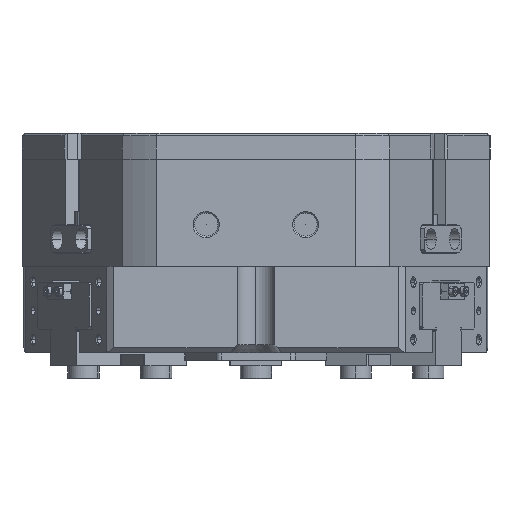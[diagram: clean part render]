
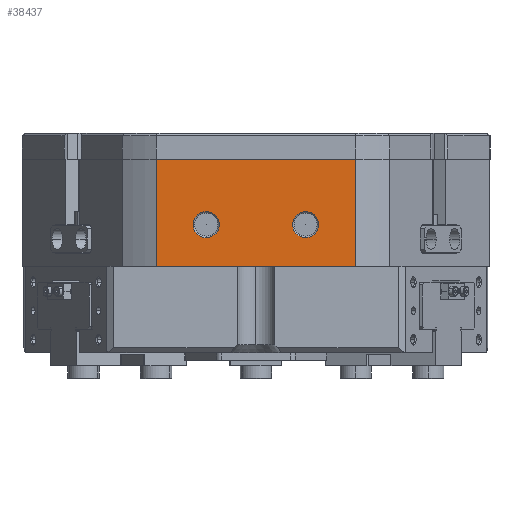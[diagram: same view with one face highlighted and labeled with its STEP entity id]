
A CAD part, left-side view. The second image highlights one B-rep face of the part: STEP entity #38437.
In plain terms, the highlighted planar face has unit normal (-1, 0, 0).
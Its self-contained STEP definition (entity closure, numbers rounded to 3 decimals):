
#34 = CARTESIAN_POINT ( 'NONE',  ( -96.088, -54.068, 171. ) ) ;
#415 = LINE ( 'NONE', #8746, #23032 ) ;
#802 = DIRECTION ( 'NONE',  ( 0., 0., -1. ) ) ;
#2363 = LINE ( 'NONE', #12191, #29413 ) ;
#3382 = CIRCLE ( 'NONE', #22311, 5. ) ;
#3794 = ORIENTED_EDGE ( 'NONE', *, *, #36310, .F. ) ;
#4126 = CIRCLE ( 'NONE', #44190, 5. ) ;
#4238 = CARTESIAN_POINT ( 'NONE',  ( -96.088, -13.068, 187. ) ) ;
#4638 = FACE_BOUND ( 'NONE', #39014, .T. ) ;
#5476 = LINE ( 'NONE', #34, #19308 ) ;
#7212 = ORIENTED_EDGE ( 'NONE', *, *, #19787, .T. ) ;
#7476 = CARTESIAN_POINT ( 'NONE',  ( -96.088, 24.932, 182. ) ) ;
#7808 = DIRECTION ( 'NONE',  ( 0., 0., -1. ) ) ;
#8079 = VERTEX_POINT ( 'NONE', #16684 ) ;
#8255 = AXIS2_PLACEMENT_3D ( 'NONE', #38144, #34597, #9716 ) ;
#8444 = DIRECTION ( 'NONE',  ( 0., 0., 1. ) ) ;
#8746 = CARTESIAN_POINT ( 'NONE',  ( -96.088, 44.001, 212. ) ) ;
#8888 = ORIENTED_EDGE ( 'NONE', *, *, #25767, .T. ) ;
#9214 = ORIENTED_EDGE ( 'NONE', *, *, #26399, .T. ) ;
#9712 = DIRECTION ( 'NONE',  ( 0., 1., 0. ) ) ;
#9716 = DIRECTION ( 'NONE',  ( 0., 0., -1. ) ) ;
#10098 = EDGE_CURVE ( 'NONE', #8079, #20454, #13412, .T. ) ;
#10573 = CARTESIAN_POINT ( 'NONE',  ( -96.088, -13.068, 187. ) ) ;
#10690 = EDGE_CURVE ( 'NONE', #14364, #26520, #3382, .T. ) ;
#11039 = CARTESIAN_POINT ( 'NONE',  ( -96.088, -32.137, 171. ) ) ;
#11680 = ORIENTED_EDGE ( 'NONE', *, *, #41322, .F. ) ;
#12191 = CARTESIAN_POINT ( 'NONE',  ( -96.088, 5.932, 212. ) ) ;
#13251 = VERTEX_POINT ( 'NONE', #23238 ) ;
#13412 = CIRCLE ( 'NONE', #35527, 5. ) ;
#13447 = AXIS2_PLACEMENT_3D ( 'NONE', #39188, #43161, #7808 ) ;
#14364 = VERTEX_POINT ( 'NONE', #28435 ) ;
#14801 = CARTESIAN_POINT ( 'NONE',  ( -96.088, 44.001, 171. ) ) ;
#15476 = DIRECTION ( 'NONE',  ( 1., 0., 0. ) ) ;
#16684 = CARTESIAN_POINT ( 'NONE',  ( -96.088, -13.068, 192. ) ) ;
#18532 = CARTESIAN_POINT ( 'NONE',  ( -96.088, 24.932, 187. ) ) ;
#18740 = DIRECTION ( 'NONE',  ( 0., 0., -1. ) ) ;
#19308 = VECTOR ( 'NONE', #21329, 1000. ) ;
#19714 = EDGE_LOOP ( 'NONE', ( #44457, #9214 ) ) ;
#19787 = EDGE_CURVE ( 'NONE', #33777, #13251, #2363, .T. ) ;
#20454 = VERTEX_POINT ( 'NONE', #41627 ) ;
#21329 = DIRECTION ( 'NONE',  ( 0., 1., 0. ) ) ;
#22311 = AXIS2_PLACEMENT_3D ( 'NONE', #18532, #15476, #802 ) ;
#23032 = VECTOR ( 'NONE', #8444, 1000. ) ;
#23238 = CARTESIAN_POINT ( 'NONE',  ( -96.088, 44.001, 212. ) ) ;
#23441 = ORIENTED_EDGE ( 'NONE', *, *, #28898, .F. ) ;
#23670 = CARTESIAN_POINT ( 'NONE',  ( -96.088, -32.137, 212. ) ) ;
#24842 = VERTEX_POINT ( 'NONE', #11039 ) ;
#25767 = EDGE_CURVE ( 'NONE', #26520, #14364, #28416, .T. ) ;
#26161 = FACE_BOUND ( 'NONE', #19714, .T. ) ;
#26399 = EDGE_CURVE ( 'NONE', #20454, #8079, #4126, .T. ) ;
#26520 = VERTEX_POINT ( 'NONE', #7476 ) ;
#28416 = CIRCLE ( 'NONE', #8255, 5. ) ;
#28435 = CARTESIAN_POINT ( 'NONE',  ( -96.088, 24.932, 192. ) ) ;
#28898 = EDGE_CURVE ( 'NONE', #33777, #24842, #32577, .T. ) ;
#28920 = DIRECTION ( 'NONE',  ( 1., 0., 0. ) ) ;
#29413 = VECTOR ( 'NONE', #9712, 1000. ) ;
#30513 = VERTEX_POINT ( 'NONE', #14801 ) ;
#32046 = VECTOR ( 'NONE', #37629, 1000. ) ;
#32577 = LINE ( 'NONE', #23670, #32046 ) ;
#33102 = ORIENTED_EDGE ( 'NONE', *, *, #10690, .T. ) ;
#33777 = VERTEX_POINT ( 'NONE', #39578 ) ;
#34353 = FACE_OUTER_BOUND ( 'NONE', #39832, .T. ) ;
#34597 = DIRECTION ( 'NONE',  ( 1., 0., 0. ) ) ;
#35008 = DIRECTION ( 'NONE',  ( 1., 0., 0. ) ) ;
#35527 = AXIS2_PLACEMENT_3D ( 'NONE', #4238, #28920, #18740 ) ;
#35945 = PLANE ( 'NONE',  #13447 ) ;
#36310 = EDGE_CURVE ( 'NONE', #30513, #13251, #415, .T. ) ;
#37629 = DIRECTION ( 'NONE',  ( 0., 0., -1. ) ) ;
#38144 = CARTESIAN_POINT ( 'NONE',  ( -96.088, 24.932, 187. ) ) ;
#38437 = ADVANCED_FACE ( 'NONE', ( #26161, #4638, #34353 ), #35945, .F. ) ;
#39014 = EDGE_LOOP ( 'NONE', ( #33102, #8888 ) ) ;
#39188 = CARTESIAN_POINT ( 'NONE',  ( -96.088, -54.068, 231.198 ) ) ;
#39578 = CARTESIAN_POINT ( 'NONE',  ( -96.088, -32.137, 212. ) ) ;
#39832 = EDGE_LOOP ( 'NONE', ( #7212, #3794, #11680, #23441 ) ) ;
#41322 = EDGE_CURVE ( 'NONE', #24842, #30513, #5476, .T. ) ;
#41627 = CARTESIAN_POINT ( 'NONE',  ( -96.088, -13.068, 182. ) ) ;
#42073 = DIRECTION ( 'NONE',  ( 0., 0., -1. ) ) ;
#43161 = DIRECTION ( 'NONE',  ( 1., 0., 0. ) ) ;
#44190 = AXIS2_PLACEMENT_3D ( 'NONE', #10573, #35008, #42073 ) ;
#44457 = ORIENTED_EDGE ( 'NONE', *, *, #10098, .T. ) ;
